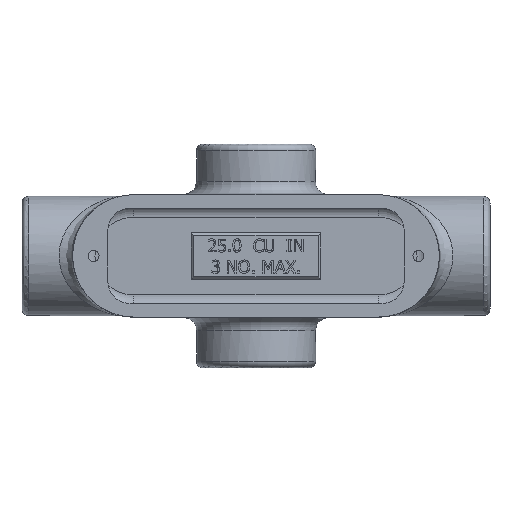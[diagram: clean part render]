
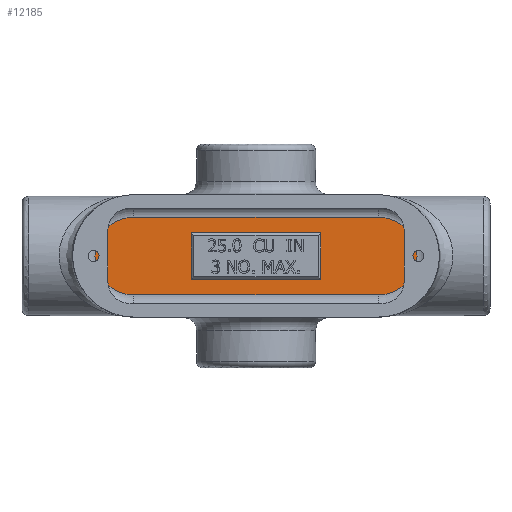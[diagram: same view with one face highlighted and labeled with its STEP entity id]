
A CAD part, top view. The second image highlights one B-rep face of the part: STEP entity #12185.
In plain terms, the highlighted planar face has unit normal (0, 0, 1).
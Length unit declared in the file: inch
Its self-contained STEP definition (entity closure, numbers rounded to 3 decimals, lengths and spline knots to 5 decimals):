
#36=PLANE('',#12950);
#442=LINE('',#18739,#1600);
#443=LINE('',#18765,#1601);
#446=LINE('',#18880,#1604);
#447=LINE('',#18882,#1605);
#448=LINE('',#18884,#1606);
#449=LINE('',#18885,#1607);
#1600=VECTOR('',#13732,0.3937);
#1601=VECTOR('',#13747,0.3937);
#1604=VECTOR('',#13766,0.3937);
#1605=VECTOR('',#13767,0.3937);
#1606=VECTOR('',#13768,0.3937);
#1607=VECTOR('',#13769,0.3937);
#4054=FACE_BOUND('',#4899,.T.);
#4211=FACE_OUTER_BOUND('',#4898,.T.);
#4898=EDGE_LOOP('',(#8933,#8934,#8935,#8936));
#4899=EDGE_LOOP('',(#8937,#8938,#8939,#8940));
#5664=CIRCLE('',#12939,0.695);
#5669=CIRCLE('',#12946,0.695);
#5841=VERTEX_POINT('',#18736);
#5842=VERTEX_POINT('',#18738);
#5845=VERTEX_POINT('',#18759);
#5846=VERTEX_POINT('',#18764);
#5855=VERTEX_POINT('',#18878);
#5856=VERTEX_POINT('',#18879);
#5857=VERTEX_POINT('',#18881);
#5858=VERTEX_POINT('',#18883);
#7052=EDGE_CURVE('',#5841,#5842,#442,.T.);
#7056=EDGE_CURVE('',#5842,#5845,#5664,.T.);
#7059=EDGE_CURVE('',#5845,#5846,#443,.T.);
#7063=EDGE_CURVE('',#5846,#5841,#5669,.T.);
#7073=EDGE_CURVE('',#5855,#5856,#446,.T.);
#7074=EDGE_CURVE('',#5856,#5857,#447,.T.);
#7075=EDGE_CURVE('',#5857,#5858,#448,.T.);
#7076=EDGE_CURVE('',#5858,#5855,#449,.T.);
#8933=ORIENTED_EDGE('',*,*,#7052,.F.);
#8934=ORIENTED_EDGE('',*,*,#7063,.F.);
#8935=ORIENTED_EDGE('',*,*,#7059,.F.);
#8936=ORIENTED_EDGE('',*,*,#7056,.F.);
#8937=ORIENTED_EDGE('',*,*,#7073,.T.);
#8938=ORIENTED_EDGE('',*,*,#7074,.T.);
#8939=ORIENTED_EDGE('',*,*,#7075,.T.);
#8940=ORIENTED_EDGE('',*,*,#7076,.T.);
#12185=ADVANCED_FACE('',(#4211,#4054),#36,.T.);
#12939=AXIS2_PLACEMENT_3D('',#18760,#13739,#13740);
#12946=AXIS2_PLACEMENT_3D('',#18785,#13754,#13755);
#12950=AXIS2_PLACEMENT_3D('',#18877,#13764,#13765);
#13732=DIRECTION('',(-1.,0.,0.));
#13739=DIRECTION('center_axis',(0.,0.,-1.));
#13740=DIRECTION('ref_axis',(-1.,0.,0.));
#13747=DIRECTION('',(1.,0.,0.));
#13754=DIRECTION('center_axis',(0.,0.,-1.));
#13755=DIRECTION('ref_axis',(1.,0.,0.));
#13764=DIRECTION('center_axis',(0.,0.,1.));
#13765=DIRECTION('ref_axis',(1.,0.,0.));
#13766=DIRECTION('',(-1.,0.,0.));
#13767=DIRECTION('',(0.,1.,0.));
#13768=DIRECTION('',(1.,0.,0.));
#13769=DIRECTION('',(0.,-1.,0.));
#18736=CARTESIAN_POINT('',(2.185,-0.695,-1.097));
#18738=CARTESIAN_POINT('',(-2.185,-0.695,-1.097));
#18739=CARTESIAN_POINT('',(1.0925,-0.695,-1.097));
#18759=CARTESIAN_POINT('',(-2.185,0.695,-1.097));
#18760=CARTESIAN_POINT('Origin',(-2.185,0.,-1.097));
#18764=CARTESIAN_POINT('',(2.185,0.695,-1.097));
#18765=CARTESIAN_POINT('',(-1.0925,0.695,-1.097));
#18785=CARTESIAN_POINT('Origin',(2.185,0.,-1.097));
#18877=CARTESIAN_POINT('Origin',(0.,0.,-1.097));
#18878=CARTESIAN_POINT('',(1.158,-0.4155,-1.097));
#18879=CARTESIAN_POINT('',(-1.158,-0.4155,-1.097));
#18880=CARTESIAN_POINT('',(0.579,-0.4155,-1.097));
#18881=CARTESIAN_POINT('',(-1.158,0.4155,-1.097));
#18882=CARTESIAN_POINT('',(-1.158,-0.20775,-1.097));
#18883=CARTESIAN_POINT('',(1.158,0.4155,-1.097));
#18884=CARTESIAN_POINT('',(-0.579,0.4155,-1.097));
#18885=CARTESIAN_POINT('',(1.158,0.20775,-1.097));
